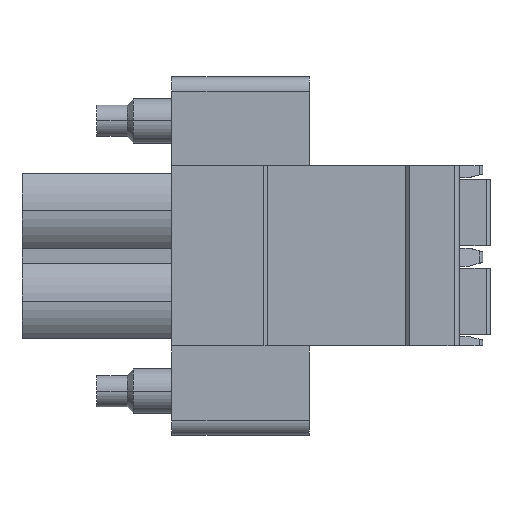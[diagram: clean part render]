
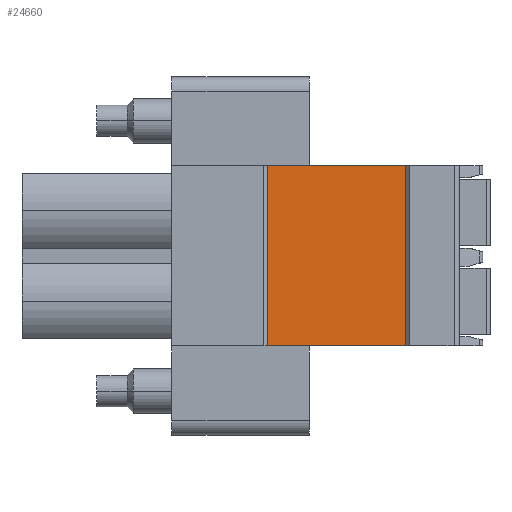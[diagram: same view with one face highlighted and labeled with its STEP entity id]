
A CAD part, front view. The second image highlights one B-rep face of the part: STEP entity #24660.
In plain terms, the highlighted planar face has unit normal (0, -1, 0).
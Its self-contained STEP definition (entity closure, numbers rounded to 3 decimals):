
#24070=CARTESIAN_POINT('',(39.814,12.51,
-11.595));
#24080=VERTEX_POINT('',#24070);
#24110=CARTESIAN_POINT('',(39.814,12.51,
-4.356));
#24120=DIRECTION('',(0.,0.,1.));
#24130=VECTOR('',#24120,1.);
#24140=LINE('',#24110,#24130);
#24150=CARTESIAN_POINT('',(39.814,12.51,
-1.515));
#24160=VERTEX_POINT('',#24150);
#24170=EDGE_CURVE('',#24080,#24160,#24140,.T.);
#24360=CARTESIAN_POINT('',(37.743,12.51,
8.461));
#24370=DIRECTION('',(0.,-1.,0.));
#24380=DIRECTION('',(1.,0.,0.));
#24390=AXIS2_PLACEMENT_3D('',#24360,#24370,#24380);
#24400=PLANE('',#24390);
#24410=CARTESIAN_POINT('',(32.497,12.51,
-11.595));
#24420=DIRECTION('',(-1.,0.,0.));
#24430=VECTOR('',#24420,1.);
#24440=LINE('',#24410,#24430);
#24450=CARTESIAN_POINT('',(32.064,12.51,
-11.595));
#24460=VERTEX_POINT('',#24450);
#24470=EDGE_CURVE('',#24080,#24460,#24440,.T.);
#24480=ORIENTED_EDGE('',*,*,#24470,.F.);
#24490=CARTESIAN_POINT('',(32.064,12.51,
-4.276));
#24500=DIRECTION('',(0.,0.,-1.));
#24510=VECTOR('',#24500,1.);
#24520=LINE('',#24490,#24510);
#24530=CARTESIAN_POINT('',(32.064,12.51,
-1.515));
#24540=VERTEX_POINT('',#24530);
#24550=EDGE_CURVE('',#24540,#24460,#24520,.T.);
#24560=ORIENTED_EDGE('',*,*,#24550,.T.);
#24570=CARTESIAN_POINT('',(32.497,12.51,
-1.515));
#24580=DIRECTION('',(1.,0.,0.));
#24590=VECTOR('',#24580,1.);
#24600=LINE('',#24570,#24590);
#24610=EDGE_CURVE('',#24540,#24160,#24600,.T.);
#24620=ORIENTED_EDGE('',*,*,#24610,.F.);
#24630=ORIENTED_EDGE('',*,*,#24170,.T.);
#24640=EDGE_LOOP('',(#24630,#24620,#24560,#24480));
#24650=FACE_OUTER_BOUND('',#24640,.T.);
#24660=ADVANCED_FACE('',(#24650),#24400,.T.);
